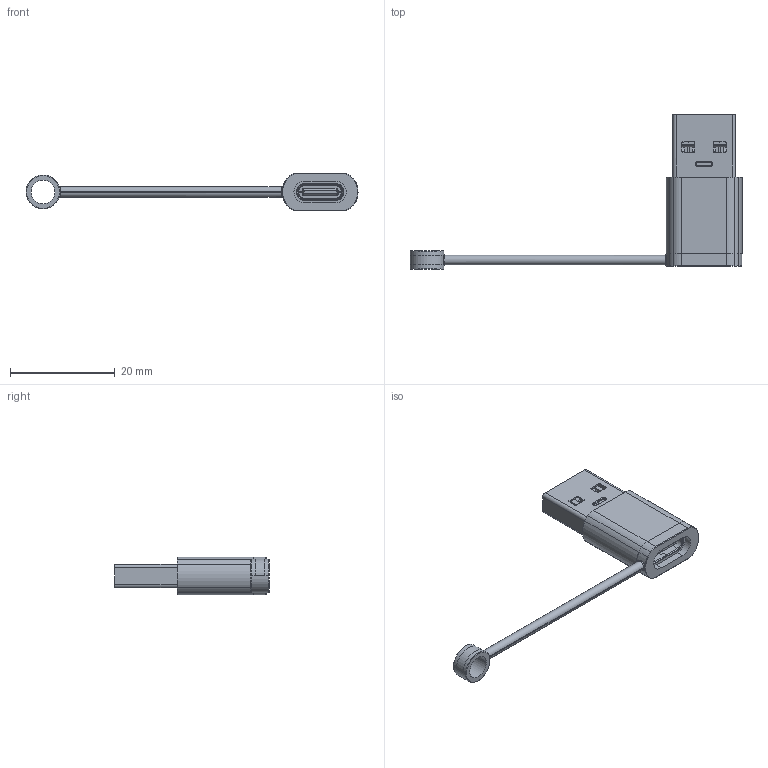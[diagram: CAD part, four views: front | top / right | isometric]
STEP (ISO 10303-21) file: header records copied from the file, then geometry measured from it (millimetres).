
FILE_DESCRIPTION (( 'STEP AP214' ), '1' );
FILE_NAME ('LU3AMCFT_3D.step', '2024-10-10T21:24:07', ( '' ), ( '' ), 'SwSTEP 2.0', 'SolidWorks 2022', '' );
FILE_SCHEMA (( 'AUTOMOTIVE_DESIGN' ));
Length unit declared in the file: inch
Products named in the file (41): CHANG4_34_3_1^C4_ASM_16_ASM_1_ASM_1_ASM_USB30-CP_ASM_6_ASM_7_ASM_1_ASM_USB30-CP_ASM_ASM_1_ASM_1_ASM_USB30-CP_ASM_1_ASM_USB30-CP_ASM_ASM_164-187-U3AMCFT- USB 3.0 AM TO CF转接头带尾_LU3AMCFT; MANIFOLD_SOLID_BREP_7837_1^TER-4_16_5_ASM_1_ASM_C4_ASM_16_ASM_1_ASM_1_ASM_USB30-CP_ASM_6_ASM_7_ASM_1_ASM_USB30-CP_ASM_ASM_1_ASM_1_ASM_USB30-CP_ASM_1_ASM_USB30-CP_ASM_ASM_164-187-U3AMCFT- USB ~; MANIFOLD_SOLID_BREP_28537_1^D5_2_ASM_1_ASM_USB30-CP_ASM_6_ASM_7_ASM_1_ASM_USB30-CP_ASM_ASM_1_ASM_1_ASM_USB30-CP_ASM_1_ASM_USB30-CP_ASM_ASM_164-187-U3AMCFT- USB 3.0 AM TO CF转接头带尾_LU3AMCFT; USB30-CP_ASM_1_ASM^USB30-CP_ASM_ASM_164-187-U3AMCFT- USB 3.0 AM TO CF转接头带尾_LU3AMCFT; MANIFOLD_SOLID_BREP_27468_1^D4_2_ASM_1_ASM_USB30-CP_ASM_6_ASM_7_ASM_1_ASM_USB30-CP_ASM_ASM_1_ASM_1_ASM_USB30-CP_ASM_1_ASM_USB30-CP_ASM_ASM_164-187-U3AMCFT- USB 3.0 AM TO CF转接头带尾_LU3AMCFT; 164-187-U3AMCFT- USB 3.0 AM TO CF转接头带尾^LU3AMCFT; DUAI5_36_1_1^D5_ASM_12_ASM_1_ASM_1_ASM_USB30-CP_ASM_6_ASM_7_ASM_1_ASM_USB30-CP_ASM_ASM_1_ASM_1_ASM_USB30-CP_ASM_1_ASM_USB30-CP_ASM_ASM_164-187-U3AMCFT- USB 3.0 AM TO CF转接头带尾_LU3AMCFT; __TYPE_CF_24P_0_8_L_6_8_ASM_1^ASM0014_ASM__TYPE_CF_24P_0_8_L_6_8_ASM_1_AS_ASM_164-187-U3AMCFT- USB 3.0 AM TO CF转接头带尾_LU3AMCFT; D5_ASM_12_ASM_1_ASM_1_ASM^USB30-CP_ASM_6_ASM_7_ASM_1_ASM_USB30-CP_ASM_ASM_1_ASM_1_ASM_USB30-CP_ASM_1_ASM_USB30-CP_ASM_ASM_164-187-U3AMCFT- USB 3.0 AM TO CF转接头带尾_LU3AMCFT; MANIFOLD_SOLID_BREP_14627_1^TER-5_8_5_ASM_1_ASM_D5_ASM_12_ASM_1_ASM_1_ASM_USB30-CP_ASM_6_ASM_7_ASM_1_ASM_USB30-CP_ASM_ASM_1_ASM_1_ASM_USB30-CP_ASM_1_ASM_USB30-CP_ASM_ASM_164-187-U3AMCFT- USB ~; ASM0014_ASM^_TYPE_CF_24P_0_8_L_6_8_ASM_1_AS_ASM_164-187-U3AMCFT- USB 3.0 AM TO CF转接头带尾_LU3AMCFT; LVKE2^164-187-U3AMCFT- USB 3.0 AM TO CF转接头带尾_LU3AMCFT; USB30-CP_ASM_6_ASM_7_ASM_1_ASM^USB30-CP_ASM_ASM_1_ASM_1_ASM_USB30-CP_ASM_1_ASM_USB30-CP_ASM_ASM_164-187-U3AMCFT- USB 3.0 AM TO CF转接头带尾_LU3AMCFT; MANIFOLD_SOLID_BREP_12001_1^TER-5_8_5_ASM_1_ASM_D5_ASM_12_ASM_1_ASM_1_ASM_USB30-CP_ASM_6_ASM_7_ASM_1_ASM_USB30-CP_ASM_ASM_1_ASM_1_ASM_USB30-CP_ASM_1_ASM_USB30-CP_ASM_ASM_164-187-U3AMCFT- USB ~; MANIFOLD_SOLID_BREP_25398_1^D4_2_ASM_1_ASM_USB30-CP_ASM_6_ASM_7_ASM_1_ASM_USB30-CP_ASM_ASM_1_ASM_1_ASM_USB30-CP_ASM_1_ASM_USB30-CP_ASM_ASM_164-187-U3AMCFT- USB 3.0 AM TO CF转接头带尾_LU3AMCFT; MANIFOLD_SOLID_BREP_30471_1^D5_2_ASM_1_ASM_USB30-CP_ASM_6_ASM_7_ASM_1_ASM_USB30-CP_ASM_ASM_1_ASM_1_ASM_USB30-CP_ASM_1_ASM_USB30-CP_ASM_ASM_164-187-U3AMCFT- USB 3.0 AM TO CF转接头带尾_LU3AMCFT; MANIFOLD_SOLID_BREP_8396_1^TER-4_16_5_ASM_1_ASM_C4_ASM_16_ASM_1_ASM_1_ASM_USB30-CP_ASM_6_ASM_7_ASM_1_ASM_USB30-CP_ASM_ASM_1_ASM_1_ASM_USB30-CP_ASM_1_ASM_USB30-CP_ASM_ASM_164-187-U3AMCFT- USB ~; MANIFOLD_SOLID_BREP_12875_1^TER-5_8_5_ASM_1_ASM_D5_ASM_12_ASM_1_ASM_1_ASM_USB30-CP_ASM_6_ASM_7_ASM_1_ASM_USB30-CP_ASM_ASM_1_ASM_1_ASM_USB30-CP_ASM_1_ASM_USB30-CP_ASM_ASM_164-187-U3AMCFT- USB ~; MANIFOLD_SOLID_BREP_32752^ASM0014_ASM__TYPE_CF_24P_0_8_L_6_8_ASM_1_AS_ASM_164-187-U3AMCFT- USB 3.0 AM TO CF转接头带尾_LU3AMCFT; PVC^164-187-U3AMCFT- USB 3.0 AM TO CF转接头带尾_LU3AMCFT; MANIFOLD_SOLID_BREP_7278_1^TER-4_16_5_ASM_1_ASM_C4_ASM_16_ASM_1_ASM_1_ASM_USB30-CP_ASM_6_ASM_7_ASM_1_ASM_USB30-CP_ASM_ASM_1_ASM_1_ASM_USB30-CP_ASM_1_ASM_USB30-CP_ASM_ASM_164-187-U3AMCFT- USB ~; MANIFOLD_SOLID_BREP_29504_1^D5_2_ASM_1_ASM_USB30-CP_ASM_6_ASM_7_ASM_1_ASM_USB30-CP_ASM_ASM_1_ASM_1_ASM_USB30-CP_ASM_1_ASM_USB30-CP_ASM_ASM_164-187-U3AMCFT- USB 3.0 AM TO CF转接头带尾_LU3AMCFT; LU3AMCFT_3D; TER-4_16_5_ASM_1_ASM^C4_ASM_16_ASM_1_ASM_1_ASM_USB30-CP_ASM_6_ASM_7_ASM_1_ASM_USB30-CP_ASM_ASM_1_ASM_1_ASM_USB30-CP_ASM_1_ASM_USB30-CP_ASM_ASM_164-187-U3AMCFT- USB 3.0 AM TO CF转接头带尾_LU3AMCFT; MANIFOLD_SOLID_BREP_26365_1^D4_2_ASM_1_ASM_USB30-CP_ASM_6_ASM_7_ASM_1_ASM_USB30-CP_ASM_ASM_1_ASM_1_ASM_USB30-CP_ASM_1_ASM_USB30-CP_ASM_ASM_164-187-U3AMCFT- USB 3.0 AM TO CF转接头带尾_LU3AMCFT; C4_ASM_16_ASM_1_ASM_1_ASM^USB30-CP_ASM_6_ASM_7_ASM_1_ASM_USB30-CP_ASM_ASM_1_ASM_1_ASM_USB30-CP_ASM_1_ASM_USB30-CP_ASM_ASM_164-187-U3AMCFT- USB 3.0 AM TO CF转接头带尾_LU3AMCFT; D4_2_ASM_1_ASM^USB30-CP_ASM_6_ASM_7_ASM_1_ASM_USB30-CP_ASM_ASM_1_ASM_1_ASM_USB30-CP_ASM_1_ASM_USB30-CP_ASM_ASM_164-187-U3AMCFT- USB 3.0 AM TO CF转接头带尾_LU3AMCFT; MANIFOLD_SOLID_BREP_31438_1^D5_2_ASM_1_ASM_USB30-CP_ASM_6_ASM_7_ASM_1_ASM_USB30-CP_ASM_ASM_1_ASM_1_ASM_USB30-CP_ASM_1_ASM_USB30-CP_ASM_ASM_164-187-U3AMCFT- USB 3.0 AM TO CF转接头带尾_LU3AMCFT; USB30-CP_ASM_ASM_1_ASM_1_ASM^USB30-CP_ASM_1_ASM_USB30-CP_ASM_ASM_164-187-U3AMCFT- USB 3.0 AM TO CF转接头带尾_LU3AMCFT; MANIFOLD_SOLID_BREP_13751_1^TER-5_8_5_ASM_1_ASM_D5_ASM_12_ASM_1_ASM_1_ASM_USB30-CP_ASM_6_ASM_7_ASM_1_ASM_USB30-CP_ASM_ASM_1_ASM_1_ASM_USB30-CP_ASM_1_ASM_USB30-CP_ASM_ASM_164-187-U3AMCFT- USB ~; MANIFOLD_SOLID_BREP_39613^ASM0014_ASM__TYPE_CF_24P_0_8_L_6_8_ASM_1_AS_ASM_164-187-U3AMCFT- USB 3.0 AM TO CF转接头带尾_LU3AMCFT; MANIFOLD_SOLID_BREP_32405_1^D5_2_ASM_1_ASM_USB30-CP_ASM_6_ASM_7_ASM_1_ASM_USB30-CP_ASM_ASM_1_ASM_1_ASM_USB30-CP_ASM_1_ASM_USB30-CP_ASM_ASM_164-187-U3AMCFT- USB 3.0 AM TO CF转接头带尾_LU3AMCFT; PCB2^164-187-U3AMCFT- USB 3.0 AM TO CF转接头带尾_LU3AMCFT; TER-5_8_5_ASM_1_ASM^D5_ASM_12_ASM_1_ASM_1_ASM_USB30-CP_ASM_6_ASM_7_ASM_1_ASM_USB30-CP_ASM_ASM_1_ASM_1_ASM_USB30-CP_ASM_1_ASM_USB30-CP_ASM_ASM_164-187-U3AMCFT- USB 3.0 AM TO CF转接头带尾_LU3AMCFT; AMKE_8_1^USB30-CP_ASM_6_ASM_7_ASM_1_ASM_USB30-CP_ASM_ASM_1_ASM_1_ASM_USB30-CP_ASM_1_ASM_USB30-CP_ASM_ASM_164-187-U3AMCFT- USB 3.0 AM TO CF转接头带尾_LU3AMCFT; USB30-CP_ASM_ASM^164-187-U3AMCFT- USB 3.0 AM TO CF转接头带尾_LU3AMCFT; MANIFOLD_SOLID_BREP_24295_1^D4_2_ASM_1_ASM_USB30-CP_ASM_6_ASM_7_ASM_1_ASM_USB30-CP_ASM_ASM_1_ASM_1_ASM_USB30-CP_ASM_1_ASM_USB30-CP_ASM_ASM_164-187-U3AMCFT- USB 3.0 AM TO CF转接头带尾_LU3AMCFT; D5_2_ASM_1_ASM^USB30-CP_ASM_6_ASM_7_ASM_1_ASM_USB30-CP_ASM_ASM_1_ASM_1_ASM_USB30-CP_ASM_1_ASM_USB30-CP_ASM_ASM_164-187-U3AMCFT- USB 3.0 AM TO CF转接头带尾_LU3AMCFT; MANIFOLD_SOLID_BREP_6719_1^TER-4_16_5_ASM_1_ASM_C4_ASM_16_ASM_1_ASM_1_ASM_USB30-CP_ASM_6_ASM_7_ASM_1_ASM_USB30-CP_ASM_ASM_1_ASM_1_ASM_USB30-CP_ASM_1_ASM_USB30-CP_ASM_ASM_164-187-U3AMCFT- USB ~; _TYPE_CF_24P_0_8_L_6_8_ASM_1_AS_ASM^164-187-U3AMCFT- USB 3.0 AM TO CF转接头带尾_LU3AMCFT ...
Assembly tree (40 placements, depth 9):
  LU3AMCFT_3D
    164-187-U3AMCFT- USB 3.0 AM TO CF转接头带尾^LU3AMCFT
      _TYPE_CF_24P_0_8_L_6_8_ASM_1_AS_ASM^164-187-U3AMCFT- USB 3.0 AM TO CF转接头带尾_LU3AMCFT
        ASM0014_ASM^_TYPE_CF_24P_0_8_L_6_8_ASM_1_AS_ASM_164-187-U3AMCFT- USB 3.0 AM TO CF转接头带尾_LU3AMCFT
          MANIFOLD_SOLID_BREP_39613^ASM0014_ASM__TYPE_CF_24P_0_8_L_6_8_ASM_1_AS_ASM_164-187-U3AMCFT- USB 3.0 AM TO CF转接头带尾_LU3AMCFT
          MANIFOLD_SOLID_BREP_32752^ASM0014_ASM__TYPE_CF_24P_0_8_L_6_8_ASM_1_AS_ASM_164-187-U3AMCFT- USB 3.0 AM TO CF转接头带尾_LU3AMCFT
          __TYPE_CF_24P_0_8_L_6_8_ASM_1^ASM0014_ASM__TYPE_CF_24P_0_8_L_6_8_ASM_1_AS_ASM_164-187-U3AMCFT- USB 3.0 AM TO CF转接头带尾_LU3AMCFT
      USB30-CP_ASM_ASM^164-187-U3AMCFT- USB 3.0 AM TO CF转接头带尾_LU3AMCFT
        USB30-CP_ASM_1_ASM^USB30-CP_ASM_ASM_164-187-U3AMCFT- USB 3.0 AM TO CF转接头带尾_LU3AMCFT
          USB30-CP_ASM_ASM_1_ASM_1_ASM^USB30-CP_ASM_1_ASM_USB30-CP_ASM_ASM_164-187-U3AMCFT- USB 3.0 AM TO CF转接头带尾_LU3AMCFT
            USB30-CP_ASM_6_ASM_7_ASM_1_ASM^USB30-CP_ASM_ASM_1_ASM_1_ASM_USB30-CP_ASM_1_ASM_USB30-CP_ASM_ASM_164-187-U3AMCFT- USB 3.0 AM TO CF转接头带尾_LU3AMCFT
              C4_ASM_16_ASM_1_ASM_1_ASM^USB30-CP_ASM_6_ASM_7_ASM_1_ASM_USB30-CP_ASM_ASM_1_ASM_1_ASM_USB30-CP_ASM_1_ASM_USB30-CP_ASM_ASM_164-187-U3AMCFT- USB 3.0 AM TO CF转接头带尾_LU3AMCFT
                TER-4_16_5_ASM_1_ASM^C4_ASM_16_ASM_1_ASM_1_ASM_USB30-CP_ASM_6_ASM_7_ASM_1_ASM_USB30-CP_ASM_ASM_1_ASM_1_ASM_USB30-CP_ASM_1_ASM_USB30-CP_ASM_ASM_164-187-U3AMCFT- USB 3.0 AM TO CF转接头带尾_LU3AMCFT
                  MANIFOLD_SOLID_BREP_6719_1^TER-4_16_5_ASM_1_ASM_C4_ASM_16_ASM_1_ASM_1_ASM_USB30-CP_ASM_6_ASM_7_ASM_1_ASM_USB30-CP_ASM_ASM_1_ASM_1_ASM_USB30-CP_ASM_1_ASM_USB30-CP_ASM_ASM_164-187-U3AMCFT- USB ~
                  MANIFOLD_SOLID_BREP_7278_1^TER-4_16_5_ASM_1_ASM_C4_ASM_16_ASM_1_ASM_1_ASM_USB30-CP_ASM_6_ASM_7_ASM_1_ASM_USB30-CP_ASM_ASM_1_ASM_1_ASM_USB30-CP_ASM_1_ASM_USB30-CP_ASM_ASM_164-187-U3AMCFT- USB ~
                  MANIFOLD_SOLID_BREP_7837_1^TER-4_16_5_ASM_1_ASM_C4_ASM_16_ASM_1_ASM_1_ASM_USB30-CP_ASM_6_ASM_7_ASM_1_ASM_USB30-CP_ASM_ASM_1_ASM_1_ASM_USB30-CP_ASM_1_ASM_USB30-CP_ASM_ASM_164-187-U3AMCFT- USB ~
                  MANIFOLD_SOLID_BREP_8396_1^TER-4_16_5_ASM_1_ASM_C4_ASM_16_ASM_1_ASM_1_ASM_USB30-CP_ASM_6_ASM_7_ASM_1_ASM_USB30-CP_ASM_ASM_1_ASM_1_ASM_USB30-CP_ASM_1_ASM_USB30-CP_ASM_ASM_164-187-U3AMCFT- USB ~
                CHANG4_34_3_1^C4_ASM_16_ASM_1_ASM_1_ASM_USB30-CP_ASM_6_ASM_7_ASM_1_ASM_USB30-CP_ASM_ASM_1_ASM_1_ASM_USB30-CP_ASM_1_ASM_USB30-CP_ASM_ASM_164-187-U3AMCFT- USB 3.0 AM TO CF转接头带尾_LU3AMCFT
              D5_ASM_12_ASM_1_ASM_1_ASM^USB30-CP_ASM_6_ASM_7_ASM_1_ASM_USB30-CP_ASM_ASM_1_ASM_1_ASM_USB30-CP_ASM_1_ASM_USB30-CP_ASM_ASM_164-187-U3AMCFT- USB 3.0 AM TO CF转接头带尾_LU3AMCFT
                TER-5_8_5_ASM_1_ASM^D5_ASM_12_ASM_1_ASM_1_ASM_USB30-CP_ASM_6_ASM_7_ASM_1_ASM_USB30-CP_ASM_ASM_1_ASM_1_ASM_USB30-CP_ASM_1_ASM_USB30-CP_ASM_ASM_164-187-U3AMCFT- USB 3.0 AM TO CF转接头带尾_LU3AMCFT
                  MANIFOLD_SOLID_BREP_12001_1^TER-5_8_5_ASM_1_ASM_D5_ASM_12_ASM_1_ASM_1_ASM_USB30-CP_ASM_6_ASM_7_ASM_1_ASM_USB30-CP_ASM_ASM_1_ASM_1_ASM_USB30-CP_ASM_1_ASM_USB30-CP_ASM_ASM_164-187-U3AMCFT- USB ~
                  MANIFOLD_SOLID_BREP_12875_1^TER-5_8_5_ASM_1_ASM_D5_ASM_12_ASM_1_ASM_1_ASM_USB30-CP_ASM_6_ASM_7_ASM_1_ASM_USB30-CP_ASM_ASM_1_ASM_1_ASM_USB30-CP_ASM_1_ASM_USB30-CP_ASM_ASM_164-187-U3AMCFT- USB ~
                  MANIFOLD_SOLID_BREP_13751_1^TER-5_8_5_ASM_1_ASM_D5_ASM_12_ASM_1_ASM_1_ASM_USB30-CP_ASM_6_ASM_7_ASM_1_ASM_USB30-CP_ASM_ASM_1_ASM_1_ASM_USB30-CP_ASM_1_ASM_USB30-CP_ASM_ASM_164-187-U3AMCFT- USB ~
                  MANIFOLD_SOLID_BREP_14627_1^TER-5_8_5_ASM_1_ASM_D5_ASM_12_ASM_1_ASM_1_ASM_USB30-CP_ASM_6_ASM_7_ASM_1_ASM_USB30-CP_ASM_ASM_1_ASM_1_ASM_USB30-CP_ASM_1_ASM_USB30-CP_ASM_ASM_164-187-U3AMCFT- USB ~
                  MANIFOLD_SOLID_BREP_15505_1^TER-5_8_5_ASM_1_ASM_D5_ASM_12_ASM_1_ASM_1_ASM_USB30-CP_ASM_6_ASM_7_ASM_1_ASM_USB30-CP_ASM_ASM_1_ASM_1_ASM_USB30-CP_ASM_1_ASM_USB30-CP_ASM_ASM_164-187-U3AMCFT- USB ~
                DUAI5_36_1_1^D5_ASM_12_ASM_1_ASM_1_ASM_USB30-CP_ASM_6_ASM_7_ASM_1_ASM_USB30-CP_ASM_ASM_1_ASM_1_ASM_USB30-CP_ASM_1_ASM_USB30-CP_ASM_ASM_164-187-U3AMCFT- USB 3.0 AM TO CF转接头带尾_LU3AMCFT
              D4_2_ASM_1_ASM^USB30-CP_ASM_6_ASM_7_ASM_1_ASM_USB30-CP_ASM_ASM_1_ASM_1_ASM_USB30-CP_ASM_1_ASM_USB30-CP_ASM_ASM_164-187-U3AMCFT- USB 3.0 AM TO CF转接头带尾_LU3AMCFT
                MANIFOLD_SOLID_BREP_24295_1^D4_2_ASM_1_ASM_USB30-CP_ASM_6_ASM_7_ASM_1_ASM_USB30-CP_ASM_ASM_1_ASM_1_ASM_USB30-CP_ASM_1_ASM_USB30-CP_ASM_ASM_164-187-U3AMCFT- USB 3.0 AM TO CF转接头带尾_LU3AMCFT
                MANIFOLD_SOLID_BREP_25398_1^D4_2_ASM_1_ASM_USB30-CP_ASM_6_ASM_7_ASM_1_ASM_USB30-CP_ASM_ASM_1_ASM_1_ASM_USB30-CP_ASM_1_ASM_USB30-CP_ASM_ASM_164-187-U3AMCFT- USB 3.0 AM TO CF转接头带尾_LU3AMCFT
                MANIFOLD_SOLID_BREP_26365_1^D4_2_ASM_1_ASM_USB30-CP_ASM_6_ASM_7_ASM_1_ASM_USB30-CP_ASM_ASM_1_ASM_1_ASM_USB30-CP_ASM_1_ASM_USB30-CP_ASM_ASM_164-187-U3AMCFT- USB 3.0 AM TO CF转接头带尾_LU3AMCFT
                MANIFOLD_SOLID_BREP_27468_1^D4_2_ASM_1_ASM_USB30-CP_ASM_6_ASM_7_ASM_1_ASM_USB30-CP_ASM_ASM_1_ASM_1_ASM_USB30-CP_ASM_1_ASM_USB30-CP_ASM_ASM_164-187-U3AMCFT- USB 3.0 AM TO CF转接头带尾_LU3AMCFT
              D5_2_ASM_1_ASM^USB30-CP_ASM_6_ASM_7_ASM_1_ASM_USB30-CP_ASM_ASM_1_ASM_1_ASM_USB30-CP_ASM_1_ASM_USB30-CP_ASM_ASM_164-187-U3AMCFT- USB 3.0 AM TO CF转接头带尾_LU3AMCFT
                MANIFOLD_SOLID_BREP_28537_1^D5_2_ASM_1_ASM_USB30-CP_ASM_6_ASM_7_ASM_1_ASM_USB30-CP_ASM_ASM_1_ASM_1_ASM_USB30-CP_ASM_1_ASM_USB30-CP_ASM_ASM_164-187-U3AMCFT- USB 3.0 AM TO CF转接头带尾_LU3AMCFT
                MANIFOLD_SOLID_BREP_29504_1^D5_2_ASM_1_ASM_USB30-CP_ASM_6_ASM_7_ASM_1_ASM_USB30-CP_ASM_ASM_1_ASM_1_ASM_USB30-CP_ASM_1_ASM_USB30-CP_ASM_ASM_164-187-U3AMCFT- USB 3.0 AM TO CF转接头带尾_LU3AMCFT
                MANIFOLD_SOLID_BREP_30471_1^D5_2_ASM_1_ASM_USB30-CP_ASM_6_ASM_7_ASM_1_ASM_USB30-CP_ASM_ASM_1_ASM_1_ASM_USB30-CP_ASM_1_ASM_USB30-CP_ASM_ASM_164-187-U3AMCFT- USB 3.0 AM TO CF转接头带尾_LU3AMCFT
                MANIFOLD_SOLID_BREP_31438_1^D5_2_ASM_1_ASM_USB30-CP_ASM_6_ASM_7_ASM_1_ASM_USB30-CP_ASM_ASM_1_ASM_1_ASM_USB30-CP_ASM_1_ASM_USB30-CP_ASM_ASM_164-187-U3AMCFT- USB 3.0 AM TO CF转接头带尾_LU3AMCFT
                MANIFOLD_SOLID_BREP_32405_1^D5_2_ASM_1_ASM_USB30-CP_ASM_6_ASM_7_ASM_1_ASM_USB30-CP_ASM_ASM_1_ASM_1_ASM_USB30-CP_ASM_1_ASM_USB30-CP_ASM_ASM_164-187-U3AMCFT- USB 3.0 AM TO CF转接头带尾_LU3AMCFT
              AMKE_8_1^USB30-CP_ASM_6_ASM_7_ASM_1_ASM_USB30-CP_ASM_ASM_1_ASM_1_ASM_USB30-CP_ASM_1_ASM_USB30-CP_ASM_ASM_164-187-U3AMCFT- USB 3.0 AM TO CF转接头带尾_LU3AMCFT
      PCB2^164-187-U3AMCFT- USB 3.0 AM TO CF转接头带尾_LU3AMCFT
      PVC^164-187-U3AMCFT- USB 3.0 AM TO CF转接头带尾_LU3AMCFT
      LVKE2^164-187-U3AMCFT- USB 3.0 AM TO CF转接头带尾_LU3AMCFT
Bounding box: 63.5 x 29.55 x 7.2 mm (x, y, z)
Volume: 1664.2 mm3; surface area: 4918.6 mm2
Topology: 26 solids, 61 shells, 3216 faces, 9227 edges, 6090 vertices
Faces by surface type: plane 2325, cylinder 774, cone 50, torus 37, bspline 30
Entity records: 113138 total; most frequent: CARTESIAN_POINT 35406, ORIENTED_EDGE 18424, DIRECTION 11884, EDGE_CURVE 9227, VERTEX_POINT 6090, B_SPLINE_CURVE_WITH_KNOTS 4776, AXIS2_PLACEMENT_3D 4194, LINE 3496
